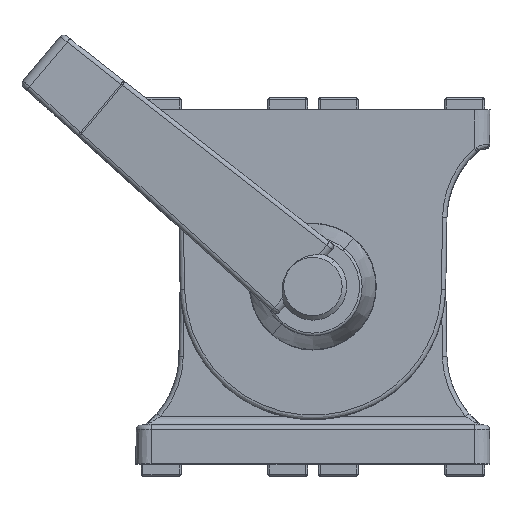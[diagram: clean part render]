
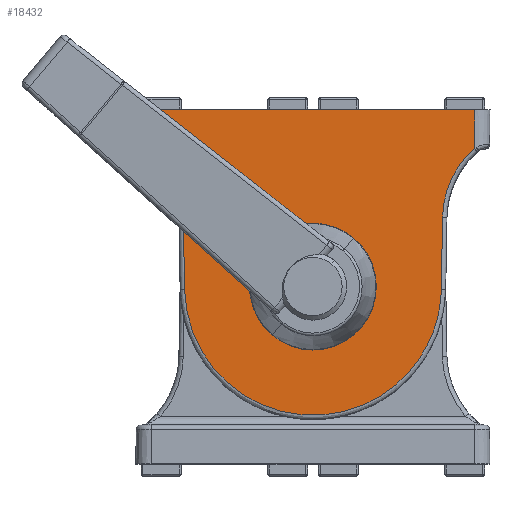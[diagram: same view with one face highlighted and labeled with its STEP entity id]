
A CAD part, top view. The second image highlights one B-rep face of the part: STEP entity #18432.
In plain terms, the highlighted face is planar.
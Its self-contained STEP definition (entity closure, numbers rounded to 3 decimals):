
#593 = CARTESIAN_POINT ( 'NONE',  ( 7., 6., -9.948 ) ) ;
#825 = CARTESIAN_POINT ( 'NONE',  ( -14.498, 20.257, -9.823 ) ) ;
#1091 = DIRECTION ( 'NONE',  ( 0., 1., 0.009 ) ) ;
#1148 = CARTESIAN_POINT ( 'NONE',  ( -14.64, 12.115, -9.894 ) ) ;
#1247 =( BOUNDED_CURVE ( )  B_SPLINE_CURVE ( 3, ( #19064, #593, #11207, #2448 ),
 .UNSPECIFIED., .F., .F. ) 
 B_SPLINE_CURVE_WITH_KNOTS ( ( 4, 4 ),
 ( 1.571, 4.712 ),
 .UNSPECIFIED. ) 
 CURVE ( )  GEOMETRIC_REPRESENTATION_ITEM ( )  RATIONAL_B_SPLINE_CURVE ( ( 1., 0.333, 0.333, 1. ) ) 
 REPRESENTATION_ITEM ( '' )  );
#1536 = DIRECTION ( 'NONE',  ( 0., -1., -0.009 ) ) ;
#1624 = DIRECTION ( 'NONE',  ( -1., 0., 0. ) ) ;
#1631 = EDGE_LOOP ( 'NONE', ( #18011, #3144, #13819, #4844, #3824, #18351, #15787, #11558 ) ) ;
#1873 = LINE ( 'NONE', #13737, #10235 ) ;
#1998 =( BOUNDED_CURVE ( )  B_SPLINE_CURVE ( 3, ( #5029, #8485, #18290, #8605 ),
 .UNSPECIFIED., .F., .T. ) 
 B_SPLINE_CURVE_WITH_KNOTS ( ( 4, 4 ),
 ( 4.73, 5.568 ),
 .UNSPECIFIED. ) 
 CURVE ( )  GEOMETRIC_REPRESENTATION_ITEM ( )  RATIONAL_B_SPLINE_CURVE ( ( 1., 0.942, 0.942, 1. ) ) 
 REPRESENTATION_ITEM ( '' )  );
#2448 = CARTESIAN_POINT ( 'NONE',  ( -7., 20., -9.825 ) ) ;
#2509 = VERTEX_POINT ( 'NONE', #21046 ) ;
#2723 = LINE ( 'NONE', #16117, #7638 ) ;
#2780 = VERTEX_POINT ( 'NONE', #11737 ) ;
#3144 = ORIENTED_EDGE ( 'NONE', *, *, #20630, .T. ) ;
#3228 = CARTESIAN_POINT ( 'NONE',  ( -14.498, 20.257, -9.823 ) ) ;
#3407 = CARTESIAN_POINT ( 'NONE',  ( -7., 34., -9.703 ) ) ;
#3481 = CARTESIAN_POINT ( 'NONE',  ( -7., 20., -9.825 ) ) ;
#3773 =( BOUNDED_CURVE ( )  B_SPLINE_CURVE ( 3, ( #10082, #8407, #11701, #1148 ),
 .UNSPECIFIED., .F., .T. ) 
 B_SPLINE_CURVE_WITH_KNOTS ( ( 4, 4 ),
 ( 0.716, 1.553 ),
 .UNSPECIFIED. ) 
 CURVE ( )  GEOMETRIC_REPRESENTATION_ITEM ( )  RATIONAL_B_SPLINE_CURVE ( ( 1., 0.942, 0.942, 1. ) ) 
 REPRESENTATION_ITEM ( '' )  );
#3824 = ORIENTED_EDGE ( 'NONE', *, *, #20656, .T. ) ;
#4086 =( BOUNDED_CURVE ( )  B_SPLINE_CURVE ( 3, ( #3481, #3407, #18561, #8901 ),
 .UNSPECIFIED., .F., .T. ) 
 B_SPLINE_CURVE_WITH_KNOTS ( ( 4, 4 ),
 ( 4.712, 7.854 ),
 .UNSPECIFIED. ) 
 CURVE ( )  GEOMETRIC_REPRESENTATION_ITEM ( )  RATIONAL_B_SPLINE_CURVE ( ( 1., 0.333, 0.333, 1. ) ) 
 REPRESENTATION_ITEM ( '' )  );
#4548 = CARTESIAN_POINT ( 'NONE',  ( 14.498, 20.257, -9.823 ) ) ;
#4844 = ORIENTED_EDGE ( 'NONE', *, *, #20837, .T. ) ;
#5029 = CARTESIAN_POINT ( 'NONE',  ( 14.64, 12.115, -9.894 ) ) ;
#5643 = LINE ( 'NONE', #12050, #14539 ) ;
#6829 = VERTEX_POINT ( 'NONE', #11004 ) ;
#6848 = EDGE_CURVE ( 'NONE', #11198, #18299, #1247, .T. ) ;
#7038 = VERTEX_POINT ( 'NONE', #14941 ) ;
#7080 = VERTEX_POINT ( 'NONE', #3228 ) ;
#7391 = VERTEX_POINT ( 'NONE', #7940 ) ;
#7638 = VECTOR ( 'NONE', #19410, 1000. ) ;
#7914 = PLANE ( 'NONE',  #17931 ) ;
#7940 = CARTESIAN_POINT ( 'NONE',  ( -18.25, 4.374, -9.962 ) ) ;
#8407 = CARTESIAN_POINT ( 'NONE',  ( -15.97, 6.356, -9.945 ) ) ;
#8485 = CARTESIAN_POINT ( 'NONE',  ( 14.693, 9.095, -9.921 ) ) ;
#8605 = CARTESIAN_POINT ( 'NONE',  ( 18.25, 4.374, -9.962 ) ) ;
#8901 = CARTESIAN_POINT ( 'NONE',  ( 7., 20., -9.825 ) ) ;
#9586 = DIRECTION ( 'NONE',  ( 0., 0.009, -1. ) ) ;
#9857 = CARTESIAN_POINT ( 'NONE',  ( 7., 20., -9.825 ) ) ;
#10082 = CARTESIAN_POINT ( 'NONE',  ( -18.25, 4.374, -9.962 ) ) ;
#10235 = VECTOR ( 'NONE', #1624, 1000. ) ;
#10330 = ORIENTED_EDGE ( 'NONE', *, *, #20736, .F. ) ;
#10564 = EDGE_LOOP ( 'NONE', ( #19175, #10330 ) ) ;
#10759 = VECTOR ( 'NONE', #18155, 1000. ) ;
#11004 = CARTESIAN_POINT ( 'NONE',  ( 18.25, 0., -10. ) ) ;
#11157 = CARTESIAN_POINT ( 'NONE',  ( 20., 0., -10. ) ) ;
#11198 = VERTEX_POINT ( 'NONE', #9857 ) ;
#11207 = CARTESIAN_POINT ( 'NONE',  ( -7., 6., -9.948 ) ) ;
#11249 = VECTOR ( 'NONE', #1091, 1000. ) ;
#11558 = ORIENTED_EDGE ( 'NONE', *, *, #20731, .T. ) ;
#11701 = CARTESIAN_POINT ( 'NONE',  ( -14.693, 9.095, -9.921 ) ) ;
#11737 = CARTESIAN_POINT ( 'NONE',  ( 14.498, 20.257, -9.823 ) ) ;
#12050 = CARTESIAN_POINT ( 'NONE',  ( 18.25, 0., -10. ) ) ;
#12174 = CARTESIAN_POINT ( 'NONE',  ( -7., 20., -9.825 ) ) ;
#13273 = CARTESIAN_POINT ( 'NONE',  ( 14.64, 12.111, -9.894 ) ) ;
#13600 = CARTESIAN_POINT ( 'NONE',  ( 14.64, 12.115, -9.894 ) ) ;
#13737 = CARTESIAN_POINT ( 'NONE',  ( 20., 0., -10. ) ) ;
#13819 = ORIENTED_EDGE ( 'NONE', *, *, #20833, .T. ) ;
#14539 = VECTOR ( 'NONE', #1536, 1000. ) ;
#14668 = CARTESIAN_POINT ( 'NONE',  ( 14.009, 48.271, -9.579 ) ) ;
#14941 = CARTESIAN_POINT ( 'NONE',  ( -14.64, 12.115, -9.894 ) ) ;
#15019 = LINE ( 'NONE', #13273, #10759 ) ;
#15084 = FACE_BOUND ( 'NONE', #10564, .T. ) ;
#15570 =( BOUNDED_CURVE ( )  B_SPLINE_CURVE ( 3, ( #825, #21044, #14668, #4548 ),
 .UNSPECIFIED., .F., .T. ) 
 B_SPLINE_CURVE_WITH_KNOTS ( ( 4, 4 ),
 ( 1.588, 4.695 ),
 .UNSPECIFIED. ) 
 CURVE ( )  GEOMETRIC_REPRESENTATION_ITEM ( )  RATIONAL_B_SPLINE_CURVE ( ( 1., 0.345, 0.345, 1. ) ) 
 REPRESENTATION_ITEM ( '' )  );
#15787 = ORIENTED_EDGE ( 'NONE', *, *, #20704, .T. ) ;
#16117 = CARTESIAN_POINT ( 'NONE',  ( -14.498, 20.253, -9.823 ) ) ;
#16467 = CARTESIAN_POINT ( 'NONE',  ( -18.25, 0., -10. ) ) ;
#17931 = AXIS2_PLACEMENT_3D ( 'NONE', #11157, #9586, #20875 ) ;
#18011 = ORIENTED_EDGE ( 'NONE', *, *, #20625, .T. ) ;
#18155 = DIRECTION ( 'NONE',  ( 0.017, -1., -0.009 ) ) ;
#18214 = VERTEX_POINT ( 'NONE', #13600 ) ;
#18215 = CARTESIAN_POINT ( 'NONE',  ( 18.25, 4.374, -9.962 ) ) ;
#18290 = CARTESIAN_POINT ( 'NONE',  ( 15.97, 6.356, -9.945 ) ) ;
#18299 = VERTEX_POINT ( 'NONE', #12174 ) ;
#18351 = ORIENTED_EDGE ( 'NONE', *, *, #20679, .T. ) ;
#18432 = ADVANCED_FACE ( 'NONE', ( #18842, #15084 ), #7914, .T. ) ;
#18561 = CARTESIAN_POINT ( 'NONE',  ( 7., 34., -9.703 ) ) ;
#18842 = FACE_OUTER_BOUND ( 'NONE', #1631, .T. ) ;
#19064 = CARTESIAN_POINT ( 'NONE',  ( 7., 20., -9.825 ) ) ;
#19175 = ORIENTED_EDGE ( 'NONE', *, *, #6848, .F. ) ;
#19319 = VERTEX_POINT ( 'NONE', #18215 ) ;
#19410 = DIRECTION ( 'NONE',  ( 0.017, 1., 0.009 ) ) ;
#19793 = LINE ( 'NONE', #16467, #11249 ) ;
#20625 = EDGE_CURVE ( 'NONE', #2509, #7391, #19793, .T. ) ;
#20630 = EDGE_CURVE ( 'NONE', #7391, #7038, #3773, .T. ) ;
#20656 = EDGE_CURVE ( 'NONE', #2780, #18214, #15019, .T. ) ;
#20679 = EDGE_CURVE ( 'NONE', #18214, #19319, #1998, .T. ) ;
#20704 = EDGE_CURVE ( 'NONE', #19319, #6829, #5643, .T. ) ;
#20731 = EDGE_CURVE ( 'NONE', #6829, #2509, #1873, .T. ) ;
#20736 = EDGE_CURVE ( 'NONE', #18299, #11198, #4086, .T. ) ;
#20833 = EDGE_CURVE ( 'NONE', #7038, #7080, #2723, .T. ) ;
#20837 = EDGE_CURVE ( 'NONE', #7080, #2780, #15570, .T. ) ;
#20875 = DIRECTION ( 'NONE',  ( 0., 1., 0.009 ) ) ;
#21044 = CARTESIAN_POINT ( 'NONE',  ( -14.009, 48.271, -9.579 ) ) ;
#21046 = CARTESIAN_POINT ( 'NONE',  ( -18.25, 0., -10. ) ) ;
